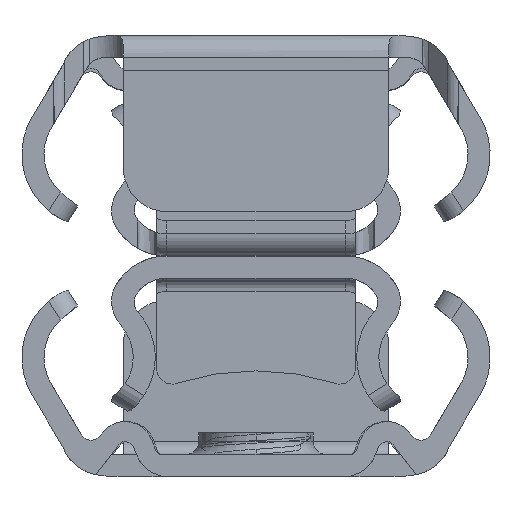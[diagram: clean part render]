
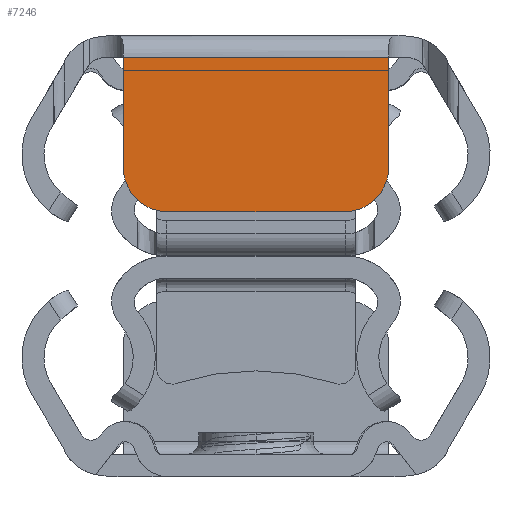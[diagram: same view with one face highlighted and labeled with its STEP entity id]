
A CAD part, left-side view. The second image highlights one B-rep face of the part: STEP entity #7246.
In plain terms, the highlighted face is planar.
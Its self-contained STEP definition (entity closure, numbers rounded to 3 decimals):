
#558 = CARTESIAN_POINT ( 'NONE',  ( 95., 2., 4. ) ) ;
#637 = PLANE ( 'NONE',  #5891 ) ;
#1099 = VERTEX_POINT ( 'NONE', #3080 ) ;
#1384 = ORIENTED_EDGE ( 'NONE', *, *, #4172, .T. ) ;
#1408 = VECTOR ( 'NONE', #10513, 1000. ) ;
#1670 = VERTEX_POINT ( 'NONE', #558 ) ;
#1779 = CARTESIAN_POINT ( 'NONE',  ( 95., -2., 4. ) ) ;
#1903 = DIRECTION ( 'NONE',  ( 0., 0.259, -0.966 ) ) ;
#2405 = VERTEX_POINT ( 'NONE', #3103 ) ;
#2542 = DIRECTION ( 'NONE',  ( 0., 0., -1. ) ) ;
#3080 = CARTESIAN_POINT ( 'NONE',  ( 95., -3., 0.5 ) ) ;
#3103 = CARTESIAN_POINT ( 'NONE',  ( 95., 3., 0.5 ) ) ;
#3147 = EDGE_CURVE ( 'NONE', #9209, #3733, #3672, .T. ) ;
#3528 = ORIENTED_EDGE ( 'NONE', *, *, #8644, .T. ) ;
#3631 = DIRECTION ( 'NONE',  ( 1., 0., 0. ) ) ;
#3672 = LINE ( 'NONE', #10640, #1408 ) ;
#3710 = LINE ( 'NONE', #12322, #10565 ) ;
#3733 = VERTEX_POINT ( 'NONE', #4620 ) ;
#3811 = CARTESIAN_POINT ( 'NONE',  ( 95., 3., 0.5 ) ) ;
#3891 = CIRCLE ( 'NONE', #9350, 1. ) ;
#4172 = EDGE_CURVE ( 'NONE', #2405, #5928, #11132, .T. ) ;
#4361 = CARTESIAN_POINT ( 'NONE',  ( 95., 3., 0. ) ) ;
#4383 = EDGE_LOOP ( 'NONE', ( #3528, #5635, #1384, #5776, #4624, #6784, #4761, #8307 ) ) ;
#4539 = AXIS2_PLACEMENT_3D ( 'NONE', #11413, #5638, #2542 ) ;
#4587 = VERTEX_POINT ( 'NONE', #1779 ) ;
#4620 = CARTESIAN_POINT ( 'NONE',  ( 95., -3., 3.132 ) ) ;
#4624 = ORIENTED_EDGE ( 'NONE', *, *, #11295, .T. ) ;
#4652 = EDGE_CURVE ( 'NONE', #1099, #2405, #11668, .T. ) ;
#4682 = VECTOR ( 'NONE', #1903, 1000. ) ;
#4761 = ORIENTED_EDGE ( 'NONE', *, *, #5815, .T. ) ;
#5635 = ORIENTED_EDGE ( 'NONE', *, *, #4652, .T. ) ;
#5638 = DIRECTION ( 'NONE',  ( 1., 0., 0. ) ) ;
#5721 = CARTESIAN_POINT ( 'NONE',  ( 95., 3., 3.132 ) ) ;
#5754 = VECTOR ( 'NONE', #11083, 1000. ) ;
#5776 = ORIENTED_EDGE ( 'NONE', *, *, #7349, .F. ) ;
#5815 = EDGE_CURVE ( 'NONE', #4587, #9209, #3891, .T. ) ;
#5831 = CARTESIAN_POINT ( 'NONE',  ( 95., 3.582, 0.96 ) ) ;
#5891 = AXIS2_PLACEMENT_3D ( 'NONE', #9324, #10266, #12239 ) ;
#5928 = VERTEX_POINT ( 'NONE', #5721 ) ;
#6356 = CIRCLE ( 'NONE', #4539, 1. ) ;
#6404 = FACE_OUTER_BOUND ( 'NONE', #4383, .T. ) ;
#6784 = ORIENTED_EDGE ( 'NONE', *, *, #11741, .T. ) ;
#6915 = DIRECTION ( 'NONE',  ( 0., 1., 0. ) ) ;
#7210 = CARTESIAN_POINT ( 'NONE',  ( 95., 0., 4. ) ) ;
#7246 = ADVANCED_FACE ( 'NONE', ( #6404 ), #637, .T. ) ;
#7349 = EDGE_CURVE ( 'NONE', #10803, #5928, #7732, .T. ) ;
#7732 = LINE ( 'NONE', #5831, #4682 ) ;
#8277 = DIRECTION ( 'NONE',  ( 0., 0., 1. ) ) ;
#8307 = ORIENTED_EDGE ( 'NONE', *, *, #3147, .T. ) ;
#8644 = EDGE_CURVE ( 'NONE', #3733, #1099, #3710, .T. ) ;
#8911 = VECTOR ( 'NONE', #8277, 1000. ) ;
#8930 = LINE ( 'NONE', #7210, #5754 ) ;
#9209 = VERTEX_POINT ( 'NONE', #12248 ) ;
#9324 = CARTESIAN_POINT ( 'NONE',  ( 95., -3.65, 2.7 ) ) ;
#9350 = AXIS2_PLACEMENT_3D ( 'NONE', #10222, #3631, #12118 ) ;
#10222 = CARTESIAN_POINT ( 'NONE',  ( 95., -2., 3. ) ) ;
#10266 = DIRECTION ( 'NONE',  ( 1., 0., 0. ) ) ;
#10419 = DIRECTION ( 'NONE',  ( 0., 0., -1. ) ) ;
#10513 = DIRECTION ( 'NONE',  ( 0., -0.259, -0.966 ) ) ;
#10565 = VECTOR ( 'NONE', #10419, 1000. ) ;
#10640 = CARTESIAN_POINT ( 'NONE',  ( 95., -3.582, 0.96 ) ) ;
#10803 = VERTEX_POINT ( 'NONE', #11237 ) ;
#10950 = VECTOR ( 'NONE', #6915, 1000. ) ;
#11083 = DIRECTION ( 'NONE',  ( 0., -1., 0. ) ) ;
#11132 = LINE ( 'NONE', #4361, #8911 ) ;
#11237 = CARTESIAN_POINT ( 'NONE',  ( 95., 2.966, 3.259 ) ) ;
#11295 = EDGE_CURVE ( 'NONE', #10803, #1670, #6356, .T. ) ;
#11413 = CARTESIAN_POINT ( 'NONE',  ( 95., 2., 3. ) ) ;
#11668 = LINE ( 'NONE', #3811, #10950 ) ;
#11741 = EDGE_CURVE ( 'NONE', #1670, #4587, #8930, .T. ) ;
#12118 = DIRECTION ( 'NONE',  ( 0., 0., -1. ) ) ;
#12239 = DIRECTION ( 'NONE',  ( 0., 0., -1. ) ) ;
#12248 = CARTESIAN_POINT ( 'NONE',  ( 95., -2.966, 3.259 ) ) ;
#12322 = CARTESIAN_POINT ( 'NONE',  ( 95., -3., 0. ) ) ;
